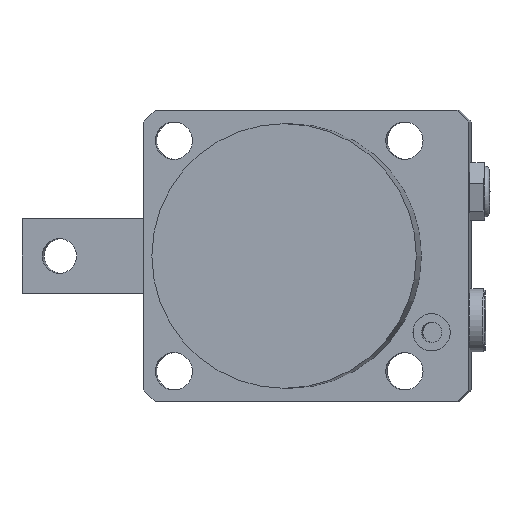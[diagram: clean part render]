
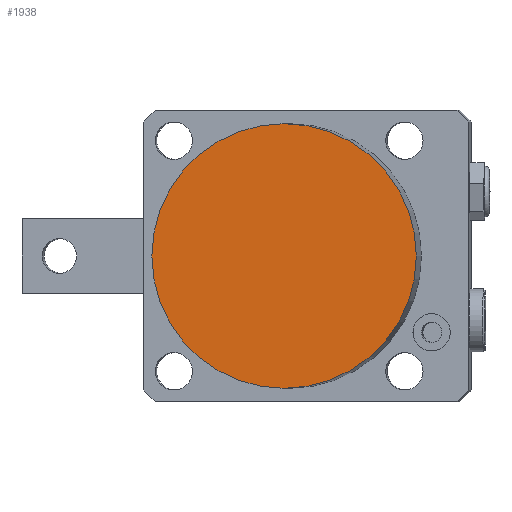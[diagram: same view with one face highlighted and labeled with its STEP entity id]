
A CAD part, front view. The second image highlights one B-rep face of the part: STEP entity #1938.
In plain terms, the highlighted face is planar.
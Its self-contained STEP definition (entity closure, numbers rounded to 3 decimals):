
#31 = CARTESIAN_POINT ( 'NONE',  ( 31.054, -69., 53.009 ) ) ;
#216 = DIRECTION ( 'NONE',  ( 0., 0., -1. ) ) ;
#819 = PLANE ( 'NONE',  #1062 ) ;
#914 = DIRECTION ( 'NONE',  ( 0., 0., -1. ) ) ;
#1062 = AXIS2_PLACEMENT_3D ( 'NONE', #4347, #4883, #914 ) ;
#1358 = ORIENTED_EDGE ( 'NONE', *, *, #4512, .T. ) ;
#1395 = DIRECTION ( 'NONE',  ( 0., -1., 0. ) ) ;
#1938 = ADVANCED_FACE ( 'NONE', ( #2505 ), #819, .T. ) ;
#1988 = VERTEX_POINT ( 'NONE', #31 ) ;
#2204 = AXIS2_PLACEMENT_3D ( 'NONE', #5454, #2823, #216 ) ;
#2505 = FACE_OUTER_BOUND ( 'NONE', #5331, .T. ) ;
#2664 = EDGE_CURVE ( 'NONE', #1988, #4318, #5606, .T. ) ;
#2823 = DIRECTION ( 'NONE',  ( 0., -1., 0. ) ) ;
#3958 = CIRCLE ( 'NONE', #5191, 39. ) ;
#4028 = CARTESIAN_POINT ( 'NONE',  ( 31.054, -69., 14.009 ) ) ;
#4318 = VERTEX_POINT ( 'NONE', #5105 ) ;
#4347 = CARTESIAN_POINT ( 'NONE',  ( 31.054, -69., 14.009 ) ) ;
#4462 = ORIENTED_EDGE ( 'NONE', *, *, #2664, .T. ) ;
#4482 = DIRECTION ( 'NONE',  ( 0., 0., -1. ) ) ;
#4512 = EDGE_CURVE ( 'NONE', #4318, #1988, #3958, .T. ) ;
#4883 = DIRECTION ( 'NONE',  ( 0., -1., 0. ) ) ;
#5105 = CARTESIAN_POINT ( 'NONE',  ( 31.054, -69., -24.991 ) ) ;
#5191 = AXIS2_PLACEMENT_3D ( 'NONE', #4028, #1395, #4482 ) ;
#5331 = EDGE_LOOP ( 'NONE', ( #4462, #1358 ) ) ;
#5454 = CARTESIAN_POINT ( 'NONE',  ( 31.054, -69., 14.009 ) ) ;
#5606 = CIRCLE ( 'NONE', #2204, 39. ) ;
